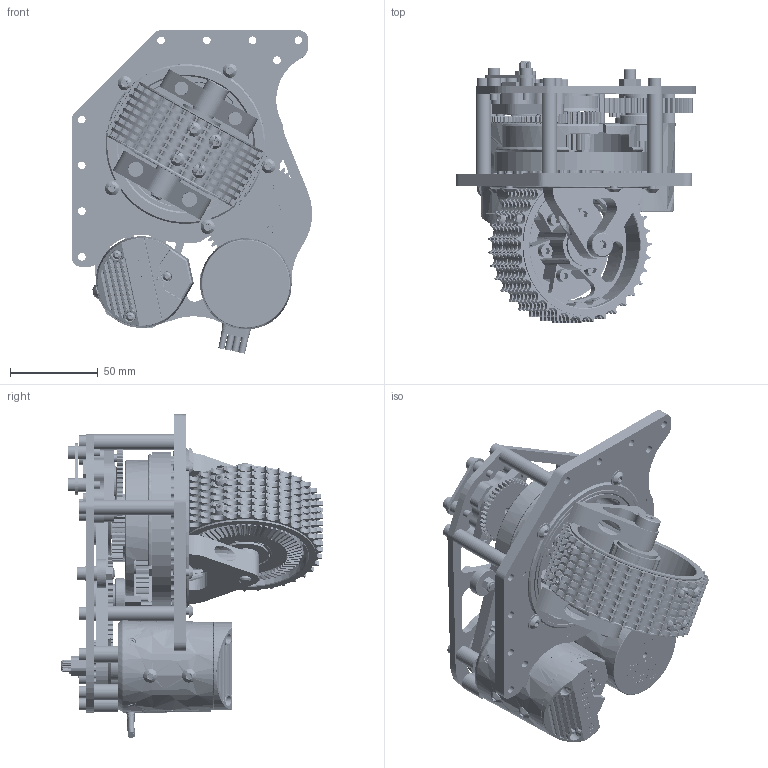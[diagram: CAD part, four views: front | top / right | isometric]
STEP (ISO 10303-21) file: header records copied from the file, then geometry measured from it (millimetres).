
FILE_DESCRIPTION(('FreeCAD Model'),'2;1');
FILE_NAME('Open CASCADE Shape Model','2025-05-02T22:36:48',('FreeCAD'),( 'FreeCAD'),'Open CASCADE STEP processor 7.6','FreeCAD','Unknown');
FILE_SCHEMA(('AUTOMOTIVE_DESIGN { 1 0 10303 214 1 1 1 1 }'));
Products named in the file (1): Open CASCADE STEP translator 7.6 1
Bounding box: 137.3 x 149.54 x 184.7 mm (x, y, z)
Volume: 588002.5 mm3; surface area: 322805.8 mm2
Topology: 131 solids, 144 shells, 9629 faces, 25589 edges, 16656 vertices
Faces by surface type: bspline 9629
Entity records: 409912 total; most frequent: CARTESIAN_POINT 263791, ORIENTED_EDGE 51114, EDGE_CURVE 25557, B_SPLINE_CURVE_WITH_KNOTS 17045, VERTEX_POINT 16657, FACE_BOUND 10418, EDGE_LOOP 10418, ADVANCED_FACE 9629
